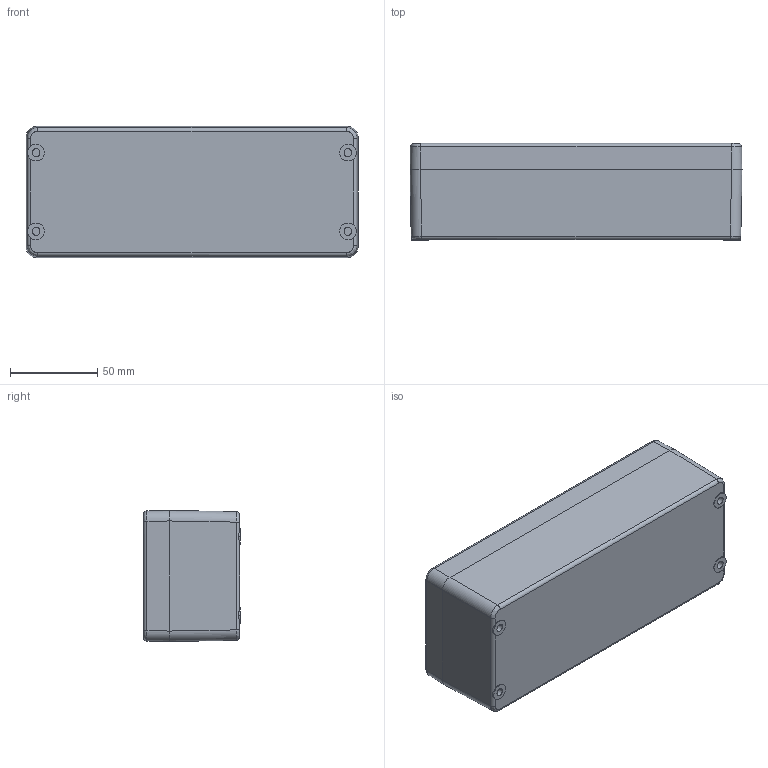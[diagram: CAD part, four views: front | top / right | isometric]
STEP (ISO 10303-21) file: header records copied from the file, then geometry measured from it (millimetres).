
FILE_DESCRIPTION (( 'STEP AP214' ), '1' );
FILE_NAME ('2367-1907-05-00.step', '2023-11-08T08:22:04', ( '' ), ( '' ), 'SwSTEP 2.0', 'SolidWorks 2019', '' );
FILE_SCHEMA (( 'AUTOMOTIVE_DESIGN' ));
Length unit declared in the file: millimetre
Products named in the file (5): Deckel^2367-1907-05-00; DeckelschraubeM4x25; 2367-1907-05-00; Unterteil^2367-1907-05-00
Assembly tree (7 placements, depth 3):
  2367-1907-05-00
    2367-1907-05-00
      Unterteil^2367-1907-05-00
      Deckel^2367-1907-05-00
      DeckelschraubeM4x25  x4
Bounding box: 190 x 55.5 x 75 mm (x, y, z)
Volume: 88365.2 mm3; surface area: 120794.2 mm2
Topology: 1 solids, 16 shells, 533 faces, 1382 edges, 870 vertices
Faces by surface type: plane 209, cylinder 196, cone 92, torus 20, bspline 16
Entity records: 12896 total; most frequent: CARTESIAN_POINT 4126, ORIENTED_EDGE 1796, DIRECTION 1788, EDGE_CURVE 911, AXIS2_PLACEMENT_3D 697, VERTEX_POINT 582, EDGE_LOOP 404, VECTOR 394
